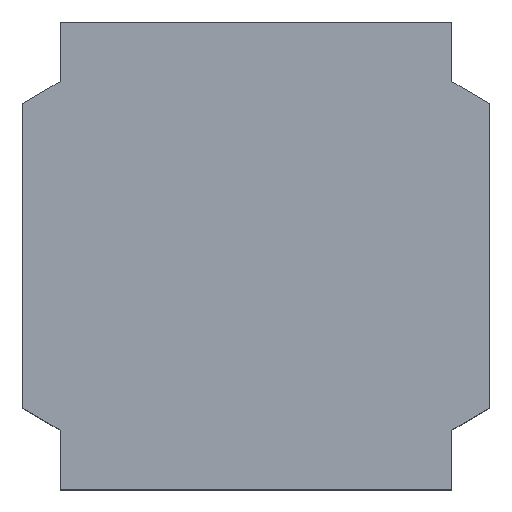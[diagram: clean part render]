
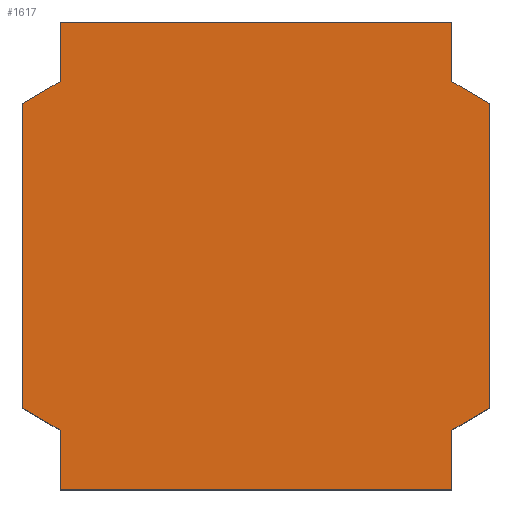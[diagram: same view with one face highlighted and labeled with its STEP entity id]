
A CAD part, top view. The second image highlights one B-rep face of the part: STEP entity #1617.
In plain terms, the highlighted planar face has unit normal (0, 0, 1).
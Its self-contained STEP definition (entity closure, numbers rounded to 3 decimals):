
#47=PLANE('',#1820);
#158=LINE('',#2737,#302);
#160=LINE('',#2741,#304);
#162=LINE('',#2745,#306);
#164=LINE('',#2749,#308);
#166=LINE('',#2753,#310);
#168=LINE('',#2757,#312);
#170=LINE('',#2761,#314);
#172=LINE('',#2765,#316);
#174=LINE('',#2769,#318);
#176=LINE('',#2773,#320);
#178=LINE('',#2777,#322);
#180=LINE('',#2780,#324);
#302=VECTOR('',#2262,10.);
#304=VECTOR('',#2266,10.);
#306=VECTOR('',#2270,10.);
#308=VECTOR('',#2274,10.);
#310=VECTOR('',#2278,10.);
#312=VECTOR('',#2282,10.);
#314=VECTOR('',#2286,10.);
#316=VECTOR('',#2290,10.);
#318=VECTOR('',#2294,10.);
#320=VECTOR('',#2298,10.);
#322=VECTOR('',#2302,10.);
#324=VECTOR('',#2306,10.);
#479=FACE_OUTER_BOUND('',#581,.T.);
#581=EDGE_LOOP('',(#1443,#1444,#1445,#1446,#1447,#1448,#1449,#1450,#1451,
#1452,#1453,#1454));
#795=VERTEX_POINT('',#2734);
#796=VERTEX_POINT('',#2736);
#797=VERTEX_POINT('',#2740);
#798=VERTEX_POINT('',#2744);
#799=VERTEX_POINT('',#2748);
#800=VERTEX_POINT('',#2752);
#801=VERTEX_POINT('',#2756);
#802=VERTEX_POINT('',#2760);
#803=VERTEX_POINT('',#2764);
#804=VERTEX_POINT('',#2768);
#805=VERTEX_POINT('',#2772);
#806=VERTEX_POINT('',#2776);
#1004=EDGE_CURVE('',#796,#795,#158,.T.);
#1006=EDGE_CURVE('',#797,#796,#160,.T.);
#1008=EDGE_CURVE('',#798,#797,#162,.T.);
#1010=EDGE_CURVE('',#799,#798,#164,.T.);
#1012=EDGE_CURVE('',#800,#799,#166,.T.);
#1014=EDGE_CURVE('',#801,#800,#168,.T.);
#1016=EDGE_CURVE('',#802,#801,#170,.T.);
#1018=EDGE_CURVE('',#803,#802,#172,.T.);
#1020=EDGE_CURVE('',#804,#803,#174,.T.);
#1022=EDGE_CURVE('',#805,#804,#176,.T.);
#1024=EDGE_CURVE('',#806,#805,#178,.T.);
#1026=EDGE_CURVE('',#795,#806,#180,.T.);
#1443=ORIENTED_EDGE('',*,*,#1026,.T.);
#1444=ORIENTED_EDGE('',*,*,#1024,.T.);
#1445=ORIENTED_EDGE('',*,*,#1022,.T.);
#1446=ORIENTED_EDGE('',*,*,#1020,.T.);
#1447=ORIENTED_EDGE('',*,*,#1018,.T.);
#1448=ORIENTED_EDGE('',*,*,#1016,.T.);
#1449=ORIENTED_EDGE('',*,*,#1014,.T.);
#1450=ORIENTED_EDGE('',*,*,#1012,.T.);
#1451=ORIENTED_EDGE('',*,*,#1010,.T.);
#1452=ORIENTED_EDGE('',*,*,#1008,.T.);
#1453=ORIENTED_EDGE('',*,*,#1006,.T.);
#1454=ORIENTED_EDGE('',*,*,#1004,.T.);
#1617=ADVANCED_FACE('',(#479),#47,.T.);
#1820=AXIS2_PLACEMENT_3D('',#2781,#2307,#2308);
#2262=DIRECTION('',(0.,-1.,0.));
#2266=DIRECTION('',(0.864,-0.503,0.));
#2270=DIRECTION('',(0.,-1.,0.));
#2274=DIRECTION('',(-0.864,-0.503,0.));
#2278=DIRECTION('',(0.,-1.,0.));
#2282=DIRECTION('',(-1.,0.,0.));
#2286=DIRECTION('',(0.,1.,0.));
#2290=DIRECTION('',(-0.864,0.503,0.));
#2294=DIRECTION('',(0.,1.,0.));
#2298=DIRECTION('',(0.864,0.503,0.));
#2302=DIRECTION('',(0.,1.,0.));
#2306=DIRECTION('',(1.,0.,0.));
#2307=DIRECTION('center_axis',(0.,0.,1.));
#2308=DIRECTION('ref_axis',(1.,0.,0.));
#2734=CARTESIAN_POINT('',(-1.675,-2.,2.));
#2736=CARTESIAN_POINT('',(-1.675,-1.491,2.));
#2737=CARTESIAN_POINT('',(-1.675,-1.491,2.));
#2740=CARTESIAN_POINT('',(-2.,-1.302,2.));
#2741=CARTESIAN_POINT('',(-2.,-1.302,2.));
#2744=CARTESIAN_POINT('',(-2.,1.302,2.));
#2745=CARTESIAN_POINT('',(-2.,1.302,2.));
#2748=CARTESIAN_POINT('',(-1.675,1.491,2.));
#2749=CARTESIAN_POINT('',(-1.675,1.491,2.));
#2752=CARTESIAN_POINT('',(-1.675,2.,2.));
#2753=CARTESIAN_POINT('',(-1.675,2.,2.));
#2756=CARTESIAN_POINT('',(1.675,2.,2.));
#2757=CARTESIAN_POINT('',(1.675,2.,2.));
#2760=CARTESIAN_POINT('',(1.675,1.491,2.));
#2761=CARTESIAN_POINT('',(1.675,1.491,2.));
#2764=CARTESIAN_POINT('',(2.,1.302,2.));
#2765=CARTESIAN_POINT('',(2.,1.302,2.));
#2768=CARTESIAN_POINT('',(2.,-1.302,2.));
#2769=CARTESIAN_POINT('',(2.,-1.302,2.));
#2772=CARTESIAN_POINT('',(1.675,-1.491,2.));
#2773=CARTESIAN_POINT('',(1.675,-1.491,2.));
#2776=CARTESIAN_POINT('',(1.675,-2.,2.));
#2777=CARTESIAN_POINT('',(1.675,-2.,2.));
#2780=CARTESIAN_POINT('',(-1.675,-2.,2.));
#2781=CARTESIAN_POINT('Origin',(0.,0.,
2.));
